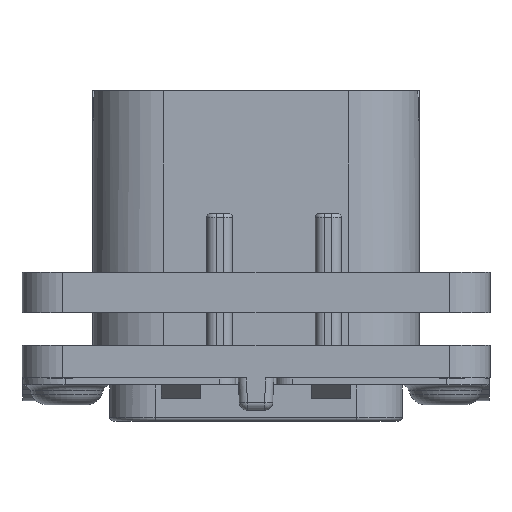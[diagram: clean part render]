
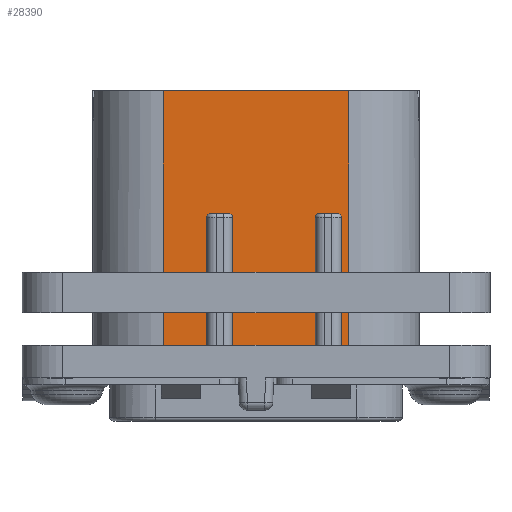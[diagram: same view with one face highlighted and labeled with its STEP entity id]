
A CAD part, front view. The second image highlights one B-rep face of the part: STEP entity #28390.
In plain terms, the highlighted planar face has unit normal (0, -1, 0).
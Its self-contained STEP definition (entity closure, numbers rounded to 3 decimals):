
#1176=DIRECTION('',(1.,0.,0.));
#1177=VECTOR('',#1176,11.4);
#1178=CARTESIAN_POINT('',(-5.7,-9.,17.67));
#1179=LINE('',#1178,#1177);
#5116=DIRECTION('',(1.,0.,0.));
#5117=VECTOR('',#5116,2.66);
#5118=CARTESIAN_POINT('',(-5.7,-9.,2.));
#5119=LINE('',#5118,#5117);
#5128=CARTESIAN_POINT('',(-2.79,-9.,9.87));
#5129=DIRECTION('',(0.,1.,0.));
#5130=DIRECTION('',(-1.,0.,0.));
#5131=AXIS2_PLACEMENT_3D('',#5128,#5129,#5130);
#5160=CARTESIAN_POINT('',(-1.69,-9.,9.87));
#5161=DIRECTION('',(0.,1.,0.));
#5162=DIRECTION('',(0.,0.,1.));
#5163=AXIS2_PLACEMENT_3D('',#5160,#5161,#5162);
#5173=DIRECTION('',(0.,0.,1.));
#5174=VECTOR('',#5173,7.87);
#5175=CARTESIAN_POINT('',(5.25,-9.,2.));
#5176=LINE('',#5175,#5174);
#5177=DIRECTION('',(1.,0.,0.));
#5178=VECTOR('',#5177,1.1);
#5179=CARTESIAN_POINT('',(3.9,-9.,10.12));
#5180=LINE('',#5179,#5178);
#5181=DIRECTION('',(0.,0.,1.));
#5182=VECTOR('',#5181,7.87);
#5183=CARTESIAN_POINT('',(3.65,-9.,2.));
#5184=LINE('',#5183,#5182);
#5185=DIRECTION('',(0.,0.,1.));
#5186=VECTOR('',#5185,7.87);
#5187=CARTESIAN_POINT('',(-1.44,-9.,2.));
#5188=LINE('',#5187,#5186);
#5189=DIRECTION('',(1.,0.,0.));
#5190=VECTOR('',#5189,1.1);
#5191=CARTESIAN_POINT('',(-2.79,-9.,10.12));
#5192=LINE('',#5191,#5190);
#5193=DIRECTION('',(0.,0.,1.));
#5194=VECTOR('',#5193,7.87);
#5195=CARTESIAN_POINT('',(-3.04,-9.,2.));
#5196=LINE('',#5195,#5194);
#5197=DIRECTION('',(0.,0.,-1.));
#5198=VECTOR('',#5197,15.67);
#5199=CARTESIAN_POINT('',(-5.7,-9.,17.67));
#5200=LINE('',#5199,#5198);
#5201=DIRECTION('',(0.,0.,-1.));
#5202=VECTOR('',#5201,15.67);
#5203=CARTESIAN_POINT('',(5.7,-9.,17.67));
#5204=LINE('',#5203,#5202);
#5218=CARTESIAN_POINT('',(5.,-9.,9.87));
#5219=DIRECTION('',(0.,1.,0.));
#5220=DIRECTION('',(0.,0.,1.));
#5221=AXIS2_PLACEMENT_3D('',#5218,#5219,#5220);
#5260=CARTESIAN_POINT('',(3.9,-9.,9.87));
#5261=DIRECTION('',(0.,1.,0.));
#5262=DIRECTION('',(-1.,0.,0.));
#5263=AXIS2_PLACEMENT_3D('',#5260,#5261,#5262);
#5351=DIRECTION('',(1.,0.,0.));
#5352=VECTOR('',#5351,0.45);
#5353=CARTESIAN_POINT('',(5.25,-9.,2.));
#5354=LINE('',#5353,#5352);
#11133=DIRECTION('',(1.,0.,0.));
#11134=VECTOR('',#11133,5.09);
#11135=CARTESIAN_POINT('',(-1.44,-9.,2.));
#11136=LINE('',#11135,#11134);
#18072=CARTESIAN_POINT('',(-5.7,-9.,17.67));
#18073=CARTESIAN_POINT('',(-5.7,-9.,2.));
#18074=VERTEX_POINT('',#18072);
#18075=VERTEX_POINT('',#18073);
#18076=CARTESIAN_POINT('',(5.7,-9.,17.67));
#18077=CARTESIAN_POINT('',(5.7,-9.,2.));
#18078=VERTEX_POINT('',#18076);
#18079=VERTEX_POINT('',#18077);
#18234=CARTESIAN_POINT('',(-3.04,-9.,2.));
#18235=VERTEX_POINT('',#18234);
#18236=CARTESIAN_POINT('',(-1.44,-9.,2.));
#18237=CARTESIAN_POINT('',(3.65,-9.,2.));
#18238=VERTEX_POINT('',#18236);
#18239=VERTEX_POINT('',#18237);
#18240=CARTESIAN_POINT('',(5.25,-9.,2.));
#18241=VERTEX_POINT('',#18240);
#20721=CARTESIAN_POINT('',(-1.44,-9.,9.87));
#20723=VERTEX_POINT('',#20721);
#20725=CARTESIAN_POINT('',(-1.69,-9.,10.12));
#20727=VERTEX_POINT('',#20725);
#20748=CARTESIAN_POINT('',(-2.79,-9.,10.12));
#20749=VERTEX_POINT('',#20748);
#20750=CARTESIAN_POINT('',(-3.04,-9.,9.87));
#20751=VERTEX_POINT('',#20750);
#20753=CARTESIAN_POINT('',(5.25,-9.,9.87));
#20755=VERTEX_POINT('',#20753);
#20757=CARTESIAN_POINT('',(5.,-9.,10.12));
#20759=VERTEX_POINT('',#20757);
#20760=CARTESIAN_POINT('',(3.9,-9.,10.12));
#20762=VERTEX_POINT('',#20760);
#20764=CARTESIAN_POINT('',(3.65,-9.,9.87));
#20766=VERTEX_POINT('',#20764);
#28360=CARTESIAN_POINT('',(-10.05,-9.,2.));
#28361=DIRECTION('',(0.,-1.,0.));
#28362=DIRECTION('',(1.,0.,0.));
#28363=AXIS2_PLACEMENT_3D('',#28360,#28361,#28362);
#28364=PLANE('',#28363);
#28366=ORIENTED_EDGE('',*,*,#28365,.T.);
#28368=ORIENTED_EDGE('',*,*,#28367,.F.);
#28370=ORIENTED_EDGE('',*,*,#28369,.F.);
#28372=ORIENTED_EDGE('',*,*,#28371,.F.);
#28374=ORIENTED_EDGE('',*,*,#28373,.F.);
#28376=ORIENTED_EDGE('',*,*,#28375,.F.);
#28377=ORIENTED_EDGE('',*,*,#28351,.T.);
#28378=ORIENTED_EDGE('',*,*,#28340,.F.);
#28379=ORIENTED_EDGE('',*,*,#28325,.F.);
#28380=ORIENTED_EDGE('',*,*,#28306,.F.);
#28381=ORIENTED_EDGE('',*,*,#28291,.F.);
#28382=ORIENTED_EDGE('',*,*,#28276,.F.);
#28383=ORIENTED_EDGE('',*,*,#22715,.F.);
#28384=ORIENTED_EDGE('',*,*,#22900,.T.);
#28385=ORIENTED_EDGE('',*,*,#23158,.T.);
#28387=ORIENTED_EDGE('',*,*,#28386,.F.);
#28388=EDGE_LOOP('',(#28366,#28368,#28370,#28372,#28374,#28376,#28377,#28378,
#28379,#28380,#28381,#28382,#28383,#28384,#28385,#28387));
#28389=FACE_OUTER_BOUND('',#28388,.F.);
#28390=ADVANCED_FACE('',(#28389),#28364,.T.);
#5132=CIRCLE('',#5131,0.25);
#5164=CIRCLE('',#5163,0.25);
#5222=CIRCLE('',#5221,0.25);
#5264=CIRCLE('',#5263,0.25);
#22715=EDGE_CURVE('',#18074,#18075,#5200,.T.);
#22900=EDGE_CURVE('',#18074,#18078,#1179,.T.);
#23158=EDGE_CURVE('',#18078,#18079,#5204,.T.);
#28276=EDGE_CURVE('',#18075,#18235,#5119,.T.);
#28291=EDGE_CURVE('',#18235,#20751,#5196,.T.);
#28306=EDGE_CURVE('',#20751,#20749,#5132,.T.);
#28325=EDGE_CURVE('',#20749,#20727,#5192,.T.);
#28340=EDGE_CURVE('',#20727,#20723,#5164,.T.);
#28351=EDGE_CURVE('',#18238,#20723,#5188,.T.);
#28365=EDGE_CURVE('',#18241,#20755,#5176,.T.);
#28367=EDGE_CURVE('',#20759,#20755,#5222,.T.);
#28369=EDGE_CURVE('',#20762,#20759,#5180,.T.);
#28371=EDGE_CURVE('',#20766,#20762,#5264,.T.);
#28373=EDGE_CURVE('',#18239,#20766,#5184,.T.);
#28375=EDGE_CURVE('',#18238,#18239,#11136,.T.);
#28386=EDGE_CURVE('',#18241,#18079,#5354,.T.);
